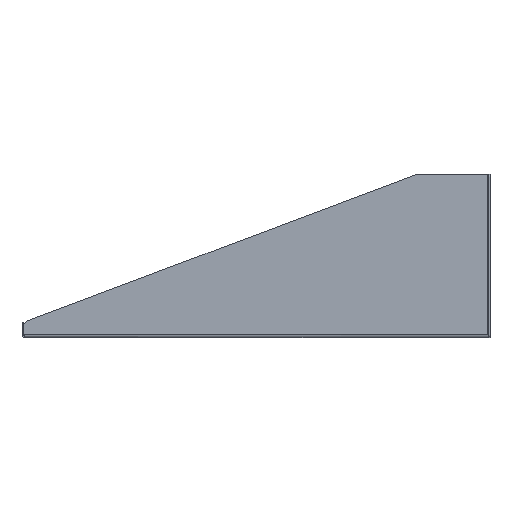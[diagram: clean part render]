
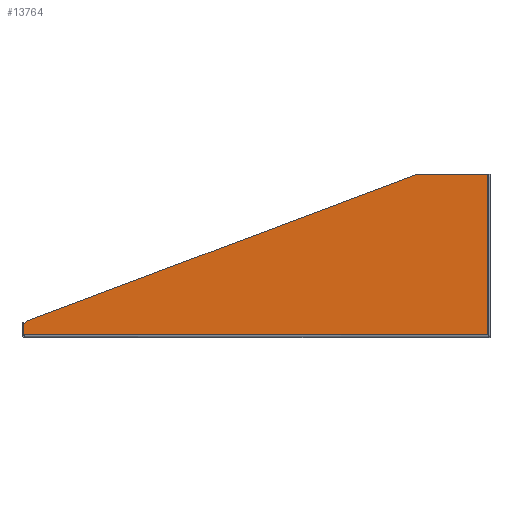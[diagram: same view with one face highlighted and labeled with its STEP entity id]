
A CAD part, left-side view. The second image highlights one B-rep face of the part: STEP entity #13764.
In plain terms, the highlighted planar face has unit normal (-1, 0, 0).
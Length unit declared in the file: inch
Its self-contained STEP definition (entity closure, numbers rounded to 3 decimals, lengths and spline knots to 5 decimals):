
#24 = CARTESIAN_POINT ( 'NONE',  ( -8.75, 9.90151, 0.06249 ) ) ;
#304 = VERTEX_POINT ( 'NONE', #24404 ) ;
#711 = EDGE_CURVE ( 'NONE', #6081, #4704, #18664, .T. ) ;
#2130 = LINE ( 'NONE', #15339, #17489 ) ;
#2215 = ORIENTED_EDGE ( 'NONE', *, *, #14791, .F. ) ;
#2498 = DIRECTION ( 'NONE',  ( 0., -0.707, 0.707 ) ) ;
#2591 = LINE ( 'NONE', #21111, #19024 ) ;
#2829 = DIRECTION ( 'NONE',  ( 0., 0., -1. ) ) ;
#2962 = FACE_OUTER_BOUND ( 'NONE', #18209, .T. ) ;
#3213 = CARTESIAN_POINT ( 'NONE',  ( -8.75, -9.964, 0.108 ) ) ;
#3635 = LINE ( 'NONE', #14609, #7001 ) ;
#3761 = DIRECTION ( 'NONE',  ( 0., 0., 1. ) ) ;
#3980 = CARTESIAN_POINT ( 'NONE',  ( -8.75, 9.89192, 0.06249 ) ) ;
#4577 = ORIENTED_EDGE ( 'NONE', *, *, #16136, .T. ) ;
#4701 = VECTOR ( 'NONE', #2498, 39.37008 ) ;
#4704 = VERTEX_POINT ( 'NONE', #12435 ) ;
#5037 = ORIENTED_EDGE ( 'NONE', *, *, #711, .F. ) ;
#5235 = VECTOR ( 'NONE', #18386, 39.37008 ) ;
#5677 = ORIENTED_EDGE ( 'NONE', *, *, #7087, .F. ) ;
#5722 = LINE ( 'NONE', #19012, #23605 ) ;
#6081 = VERTEX_POINT ( 'NONE', #24476 ) ;
#6575 = DIRECTION ( 'NONE',  ( 1., 0., 0. ) ) ;
#6632 = ORIENTED_EDGE ( 'NONE', *, *, #11897, .F. ) ;
#7001 = VECTOR ( 'NONE', #3761, 39.37008 ) ;
#7087 = EDGE_CURVE ( 'NONE', #4704, #304, #12089, .T. ) ;
#7296 = VERTEX_POINT ( 'NONE', #24230 ) ;
#7391 = AXIS2_PLACEMENT_3D ( 'NONE', #24, #9602, #19054 ) ;
#7478 = EDGE_CURVE ( 'NONE', #19303, #19903, #2591, .T. ) ;
#7942 = DIRECTION ( 'NONE',  ( 0., -1., 0. ) ) ;
#8812 = AXIS2_PLACEMENT_3D ( 'NONE', #16409, #6575, #2829 ) ;
#9602 = DIRECTION ( 'NONE',  ( 1., 0., 0. ) ) ;
#9710 = DIRECTION ( 'NONE',  ( 0., 0., 1. ) ) ;
#9969 = CARTESIAN_POINT ( 'NONE',  ( -8.75, 9.89192, 0.57208 ) ) ;
#10070 = EDGE_CURVE ( 'NONE', #304, #19303, #2130, .T. ) ;
#11055 = ORIENTED_EDGE ( 'NONE', *, *, #7478, .F. ) ;
#11058 = CARTESIAN_POINT ( 'NONE',  ( -8.75, -6.889, 6.968 ) ) ;
#11789 = ORIENTED_EDGE ( 'NONE', *, *, #10070, .F. ) ;
#11897 = EDGE_CURVE ( 'NONE', #7296, #24188, #24087, .T. ) ;
#12089 = LINE ( 'NONE', #9969, #4701 ) ;
#12435 = CARTESIAN_POINT ( 'NONE',  ( -8.75, 9.89192, 0.57208 ) ) ;
#13764 = ADVANCED_FACE ( 'NONE', ( #2962 ), #20111, .F. ) ;
#14381 = CARTESIAN_POINT ( 'NONE',  ( -8.75, 9.87063, 0.108 ) ) ;
#14609 = CARTESIAN_POINT ( 'NONE',  ( -8.75, -9.928, 0.06249 ) ) ;
#14791 = EDGE_CURVE ( 'NONE', #19903, #22993, #5722, .T. ) ;
#15310 = DIRECTION ( 'NONE',  ( 0., 0., -1. ) ) ;
#15339 = CARTESIAN_POINT ( 'NONE',  ( -8.75, 9.76356, 0.70044 ) ) ;
#15916 = EDGE_CURVE ( 'NONE', #7296, #22993, #3635, .T. ) ;
#16136 = EDGE_CURVE ( 'NONE', #6081, #24188, #17325, .T. ) ;
#16409 = CARTESIAN_POINT ( 'NONE',  ( -8.75, -9.964, 0.06249 ) ) ;
#16882 = VECTOR ( 'NONE', #9710, 39.37008 ) ;
#17325 = CIRCLE ( 'NONE', #7391, 0.055 ) ;
#17489 = VECTOR ( 'NONE', #22884, 39.37008 ) ;
#17880 = ORIENTED_EDGE ( 'NONE', *, *, #15916, .T. ) ;
#18209 = EDGE_LOOP ( 'NONE', ( #4577, #6632, #17880, #2215, #11055, #11789, #5677, #5037 ) ) ;
#18386 = DIRECTION ( 'NONE',  ( 0., 1., 0. ) ) ;
#18664 = LINE ( 'NONE', #3980, #16882 ) ;
#19012 = CARTESIAN_POINT ( 'NONE',  ( -8.75, -9.928, 0.06249 ) ) ;
#19024 = VECTOR ( 'NONE', #7942, 39.37008 ) ;
#19054 = DIRECTION ( 'NONE',  ( 0., 0., 1. ) ) ;
#19303 = VERTEX_POINT ( 'NONE', #11058 ) ;
#19903 = VERTEX_POINT ( 'NONE', #23515 ) ;
#20111 = PLANE ( 'NONE',  #8812 ) ;
#21111 = CARTESIAN_POINT ( 'NONE',  ( -8.75, -9.964, 6.968 ) ) ;
#22490 = CARTESIAN_POINT ( 'NONE',  ( -8.75, -9.928, 0.10808 ) ) ;
#22884 = DIRECTION ( 'NONE',  ( 0., -0.936, 0.352 ) ) ;
#22993 = VERTEX_POINT ( 'NONE', #22490 ) ;
#23515 = CARTESIAN_POINT ( 'NONE',  ( -8.75, -9.928, 6.968 ) ) ;
#23605 = VECTOR ( 'NONE', #15310, 39.37008 ) ;
#24087 = LINE ( 'NONE', #3213, #5235 ) ;
#24188 = VERTEX_POINT ( 'NONE', #14381 ) ;
#24230 = CARTESIAN_POINT ( 'NONE',  ( -8.75, -9.928, 0.108 ) ) ;
#24404 = CARTESIAN_POINT ( 'NONE',  ( -8.75, 9.76356, 0.70044 ) ) ;
#24476 = CARTESIAN_POINT ( 'NONE',  ( -8.75, 9.89192, 0.11665 ) ) ;
